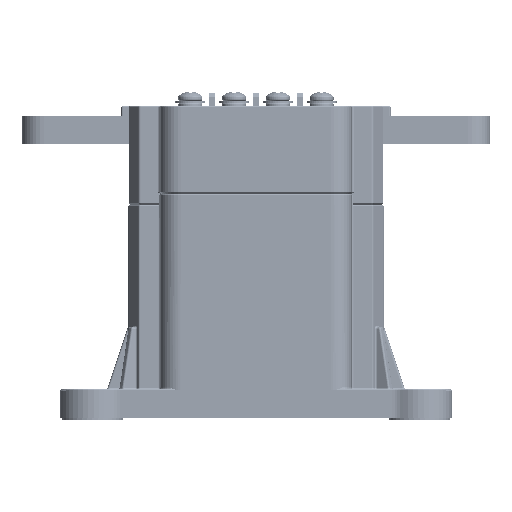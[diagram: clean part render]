
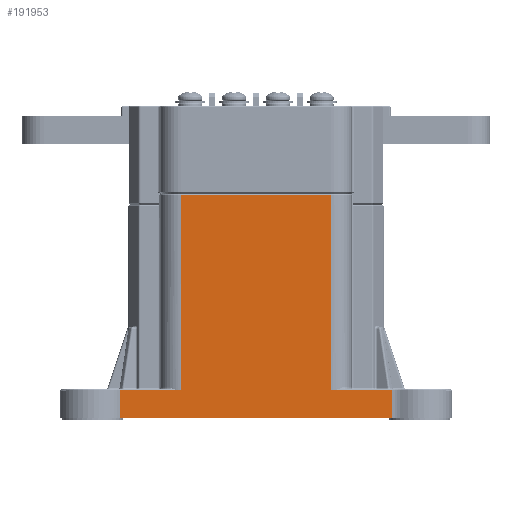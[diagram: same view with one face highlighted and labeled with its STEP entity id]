
A CAD part, top view. The second image highlights one B-rep face of the part: STEP entity #191953.
In plain terms, the highlighted planar face has unit normal (0, 0, 1).
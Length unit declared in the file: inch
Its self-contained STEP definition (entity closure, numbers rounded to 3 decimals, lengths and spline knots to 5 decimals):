
#1395 = CARTESIAN_POINT ( 'NONE',  ( -1.55145, -2.11078, 1.46735 ) ) ;
#3471 = VECTOR ( 'NONE', #18617, 39.37008 ) ;
#5445 = VERTEX_POINT ( 'NONE', #206335 ) ;
#8443 = ORIENTED_EDGE ( 'NONE', *, *, #147690, .T. ) ;
#10058 = EDGE_LOOP ( 'NONE', ( #228461, #237828, #8443, #97287, #129052, #119874, #115216, #64239 ) ) ;
#11015 = VECTOR ( 'NONE', #152779, 39.37008 ) ;
#14468 = CARTESIAN_POINT ( 'NONE',  ( -1.55145, -2.11078, 1.46735 ) ) ;
#17386 = EDGE_CURVE ( 'NONE', #252738, #5445, #137403, .T. ) ;
#18617 = DIRECTION ( 'NONE',  ( 0., -1., 0. ) ) ;
#26324 = CARTESIAN_POINT ( 'NONE',  ( -1.62971, -1.79707, 1.46735 ) ) ;
#29672 = DIRECTION ( 'NONE',  ( -1., 0., 0. ) ) ;
#34502 = VERTEX_POINT ( 'NONE', #179716 ) ;
#36716 = LINE ( 'NONE', #111218, #240484 ) ;
#39080 = CARTESIAN_POINT ( 'NONE',  ( 0.85489, 2.70727, 1.46752 ) ) ;
#42659 = DIRECTION ( 'NONE',  ( 0., 0., 1. ) ) ;
#47486 = CARTESIAN_POINT ( 'NONE',  ( -0.85511, -1.79707, 1.4674 ) ) ;
#53725 = EDGE_CURVE ( 'NONE', #174772, #70547, #251884, .T. ) ;
#53978 = VERTEX_POINT ( 'NONE', #82799 ) ;
#62181 = PLANE ( 'NONE',  #224737 ) ;
#64239 = ORIENTED_EDGE ( 'NONE', *, *, #213873, .T. ) ;
#70547 = VERTEX_POINT ( 'NONE', #1395 ) ;
#73030 = CARTESIAN_POINT ( 'NONE',  ( -0.85511, 2.70727, 1.4674 ) ) ;
#75155 = VECTOR ( 'NONE', #101755, 39.37008 ) ;
#75289 = LINE ( 'NONE', #131162, #103939 ) ;
#77968 = VECTOR ( 'NONE', #214674, 39.37008 ) ;
#82799 = CARTESIAN_POINT ( 'NONE',  ( -0.85511, 0.44223, 1.4674 ) ) ;
#86935 = FACE_OUTER_BOUND ( 'NONE', #10058, .T. ) ;
#94472 = LINE ( 'NONE', #73030, #250527 ) ;
#95792 = VECTOR ( 'NONE', #156085, 39.37008 ) ;
#97287 = ORIENTED_EDGE ( 'NONE', *, *, #120368, .T. ) ;
#99708 = CARTESIAN_POINT ( 'NONE',  ( 0.85489, 0.44223, 1.46752 ) ) ;
#101755 = DIRECTION ( 'NONE',  ( -1., 0., 0. ) ) ;
#103939 = VECTOR ( 'NONE', #29672, 39.37008 ) ;
#111218 = CARTESIAN_POINT ( 'NONE',  ( -1.62971, 0.44223, 1.46735 ) ) ;
#115120 = CARTESIAN_POINT ( 'NONE',  ( -1.55145, -1.79707, 1.46735 ) ) ;
#115216 = ORIENTED_EDGE ( 'NONE', *, *, #135593, .T. ) ;
#119346 = VERTEX_POINT ( 'NONE', #47486 ) ;
#119874 = ORIENTED_EDGE ( 'NONE', *, *, #135309, .F. ) ;
#120368 = EDGE_CURVE ( 'NONE', #119346, #174772, #179931, .T. ) ;
#129052 = ORIENTED_EDGE ( 'NONE', *, *, #53725, .T. ) ;
#131162 = CARTESIAN_POINT ( 'NONE',  ( -1.62971, -1.79707, 1.46735 ) ) ;
#135309 = EDGE_CURVE ( 'NONE', #34502, #70547, #237704, .T. ) ;
#135593 = EDGE_CURVE ( 'NONE', #34502, #166712, #138582, .T. ) ;
#137403 = LINE ( 'NONE', #39080, #3471 ) ;
#138582 = LINE ( 'NONE', #194217, #77968 ) ;
#147690 = EDGE_CURVE ( 'NONE', #53978, #119346, #94472, .T. ) ;
#152779 = DIRECTION ( 'NONE',  ( -1., 0., 0. ) ) ;
#156085 = DIRECTION ( 'NONE',  ( 0., -1., 0. ) ) ;
#161331 = EDGE_CURVE ( 'NONE', #252738, #53978, #36716, .T. ) ;
#164591 = CARTESIAN_POINT ( 'NONE',  ( -1.62971, 0.45723, 1.46735 ) ) ;
#166712 = VERTEX_POINT ( 'NONE', #202937 ) ;
#174772 = VERTEX_POINT ( 'NONE', #115120 ) ;
#175485 = DIRECTION ( 'NONE',  ( 0., -1., 0. ) ) ;
#179716 = CARTESIAN_POINT ( 'NONE',  ( 1.55123, -2.11078, 1.46757 ) ) ;
#179931 = LINE ( 'NONE', #26324, #11015 ) ;
#185119 = DIRECTION ( 'NONE',  ( 1., 0., 0. ) ) ;
#191953 = ADVANCED_FACE ( 'NONE', ( #86935 ), #62181, .T. ) ;
#194217 = CARTESIAN_POINT ( 'NONE',  ( 1.55123, -1.78207, 1.46757 ) ) ;
#202937 = CARTESIAN_POINT ( 'NONE',  ( 1.55123, -1.79707, 1.46757 ) ) ;
#206335 = CARTESIAN_POINT ( 'NONE',  ( 0.85489, -1.79707, 1.46752 ) ) ;
#213873 = EDGE_CURVE ( 'NONE', #166712, #5445, #75289, .T. ) ;
#214674 = DIRECTION ( 'NONE',  ( 0., 1., 0. ) ) ;
#223685 = CARTESIAN_POINT ( 'NONE',  ( -1.62971, -2.11078, 1.46735 ) ) ;
#224737 = AXIS2_PLACEMENT_3D ( 'NONE', #164591, #42659, #185119 ) ;
#228461 = ORIENTED_EDGE ( 'NONE', *, *, #17386, .F. ) ;
#237704 = LINE ( 'NONE', #223685, #75155 ) ;
#237828 = ORIENTED_EDGE ( 'NONE', *, *, #161331, .T. ) ;
#240484 = VECTOR ( 'NONE', #253687, 39.37008 ) ;
#250527 = VECTOR ( 'NONE', #175485, 39.37008 ) ;
#251884 = LINE ( 'NONE', #14468, #95792 ) ;
#252738 = VERTEX_POINT ( 'NONE', #99708 ) ;
#253687 = DIRECTION ( 'NONE',  ( -1., 0., 0. ) ) ;
